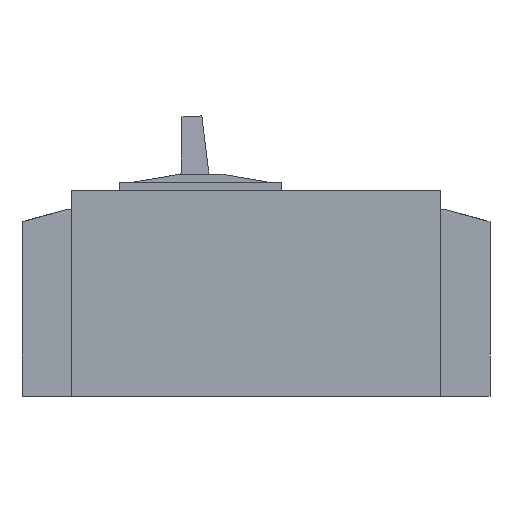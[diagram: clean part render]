
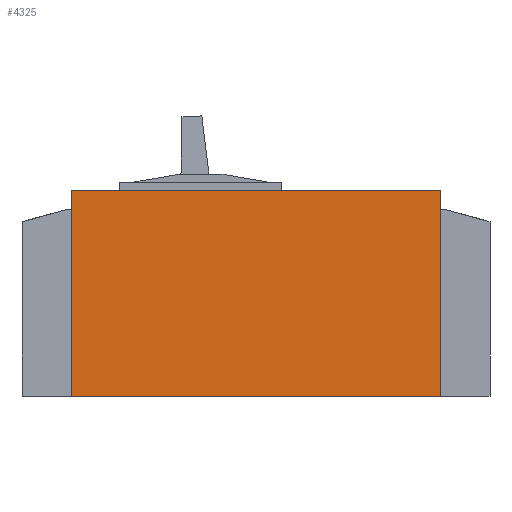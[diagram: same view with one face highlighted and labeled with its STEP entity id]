
A CAD part, left-side view. The second image highlights one B-rep face of the part: STEP entity #4325.
In plain terms, the highlighted planar face has unit normal (-1, 0, 0).
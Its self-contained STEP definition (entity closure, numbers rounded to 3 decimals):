
#230=ORIENTED_EDGE('',*,*,#1381,.F.);
#231=ORIENTED_EDGE('',*,*,#1406,.F.);
#232=ORIENTED_EDGE('',*,*,#1403,.F.);
#233=ORIENTED_EDGE('',*,*,#1360,.F.);
#1360=EDGE_CURVE('',#1953,#1947,#2364,.T.);
#1381=EDGE_CURVE('',#1974,#1953,#2385,.T.);
#1403=EDGE_CURVE('',#1947,#1994,#2407,.T.);
#1406=EDGE_CURVE('',#1994,#1974,#2410,.T.);
#1947=VERTEX_POINT('',#6170);
#1953=VERTEX_POINT('',#6182);
#1974=VERTEX_POINT('',#6226);
#1994=VERTEX_POINT('',#6269);
#2364=LINE('',#6183,#2890);
#2385=LINE('',#6225,#2911);
#2407=LINE('',#6268,#2933);
#2410=LINE('',#6274,#2936);
#2890=VECTOR('',#4982,1000.);
#2911=VECTOR('',#5005,1000.);
#2933=VECTOR('',#5029,1000.);
#2936=VECTOR('',#5034,1000.);
#3409=EDGE_LOOP('',(#230,#231,#232,#233));
#3761=FACE_BOUND('',#3409,.T.);
#4102=PLANE('',#4621);
#4325=ADVANCED_FACE('',(#3761),#4102,.F.);
#4621=AXIS2_PLACEMENT_3D('',#6277,#5038,#5039);
#4982=DIRECTION('',(0.,-1.,0.));
#5005=DIRECTION('',(0.,0.,1.));
#5029=DIRECTION('',(0.,0.,-1.));
#5034=DIRECTION('',(0.,1.,0.));
#5038=DIRECTION('',(1.,0.,0.));
#5039=DIRECTION('',(0.,0.,-1.));
#6170=CARTESIAN_POINT('',(0.,-108.,120.5));
#6182=CARTESIAN_POINT('',(0.,108.,120.5));
#6183=CARTESIAN_POINT('',(0.,108.,120.5));
#6225=CARTESIAN_POINT('',(0.,108.,0.));
#6226=CARTESIAN_POINT('',(0.,108.,0.));
#6268=CARTESIAN_POINT('',(0.,-108.,120.5));
#6269=CARTESIAN_POINT('',(0.,-108.,0.));
#6274=CARTESIAN_POINT('',(0.,-108.,0.));
#6277=CARTESIAN_POINT('',(0.,0.,0.));
